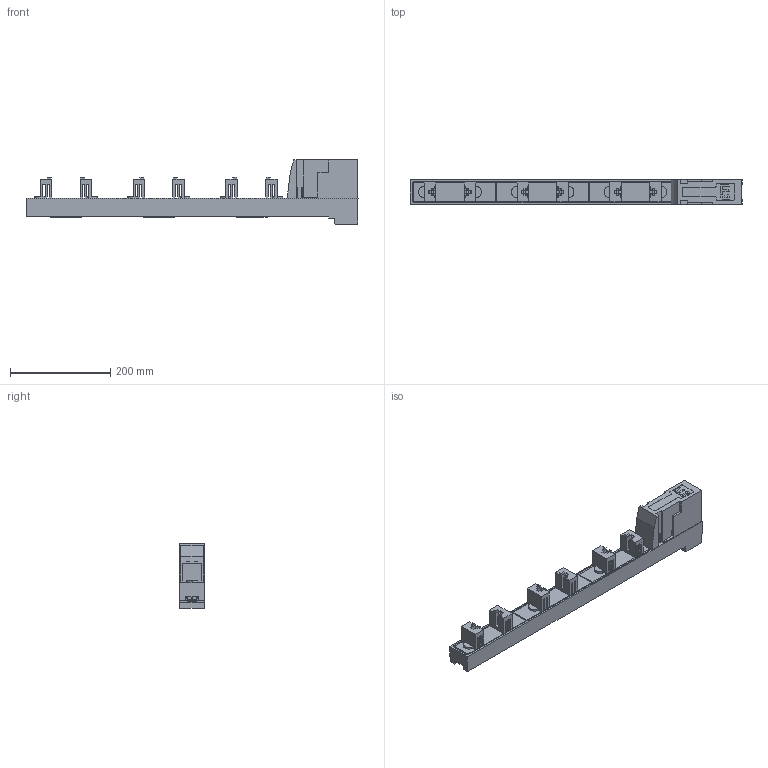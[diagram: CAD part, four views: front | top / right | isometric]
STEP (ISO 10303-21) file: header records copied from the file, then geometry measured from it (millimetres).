
FILE_DESCRIPTION((''),'2;1');
FILE_NAME('L5661001_L_NH_SICHERUNGSLEISTE__ASM','2021-05-13T',('marketing.praksa'),('Audax d.o.o.'),'CREO PARAMETRIC BY PTC INC, 2017480','CREO PARAMETRIC BY PTC INC, 2017480','');
FILE_SCHEMA(('AUTOMOTIVE_DESIGN { 1 0 10303 214 1 1 1 1 }'));
Length unit declared in the file: millimetre
Products named in the file (12): 33952_99_KONTAKTABDECKUNG_NUR_F; 33952_01_L_KONTAKTABDECKUNG_OBE; 33957_L_TRAEGERTEIL_SL00_185; 158504_L_SAMMELSCHIENENKONTAKT; 158504_01_L_SAMMELSCHIENENKONTA; 65716_SECHSKANTSCHRAUBE_MIT_R_2; 153254_L_ANSCHLUSSSCHIENE_L3__2; 153252_L_ANSCHLUSSSCHIENE_L1__2; 153253_L_ANSCHLUSSSCHIENE_L2__2; PRT9545; PRT0005ASDF; L5661001_L_NH_SICHERUNGSLEISTE__ASM
Assembly tree (15 placements, depth 2):
  L5661001_L_NH_SICHERUNGSLEISTE__ASM
    33952_99_KONTAKTABDECKUNG_NUR_F
    33952_01_L_KONTAKTABDECKUNG_OBE  x2
    33957_L_TRAEGERTEIL_SL00_185
    158504_L_SAMMELSCHIENENKONTAKT  x2
    158504_01_L_SAMMELSCHIENENKONTA
    65716_SECHSKANTSCHRAUBE_MIT_R_2  x3
    153254_L_ANSCHLUSSSCHIENE_L3__2
    153252_L_ANSCHLUSSSCHIENE_L1__2
    153253_L_ANSCHLUSSSCHIENE_L2__2
    PRT9545
    PRT0005ASDF
Bounding box: 662.32 x 49.6 x 128 mm (x, y, z)
Volume: 1114518.2 mm3; surface area: 386554.4 mm2
Topology: 17 solids, 17 shells, 953 faces, 2800 edges, 1876 vertices
Faces by surface type: plane 752, cylinder 175, cone 26
Entity records: 38550 total; most frequent: CARTESIAN_POINT 4696, ORIENTED_EDGE 4504, DIRECTION 4157, PRESENTATION_STYLE_ASSIGNMENT 3030, STYLED_ITEM 3030, CURVE_STYLE 2252, EDGE_CURVE 2252, VECTOR 1885
